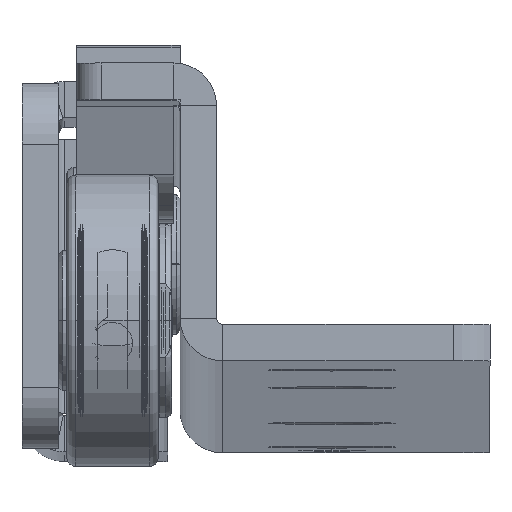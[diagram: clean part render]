
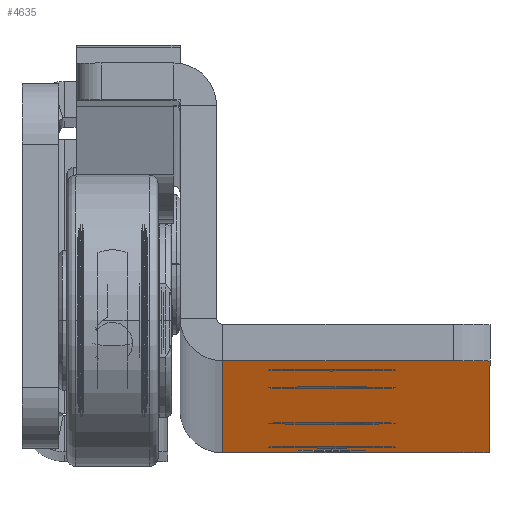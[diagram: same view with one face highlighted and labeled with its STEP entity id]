
A CAD part, top view. The second image highlights one B-rep face of the part: STEP entity #4635.
In plain terms, the highlighted face is planar.
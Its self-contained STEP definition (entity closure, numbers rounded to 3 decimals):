
#49 = DIRECTION ( 'NONE',  ( 0., 0., -1. ) ) ;
#58 = ORIENTED_EDGE ( 'NONE', *, *, #1801, .F. ) ;
#131 = DIRECTION ( 'NONE',  ( 0., 0., -1. ) ) ;
#133 = DIRECTION ( 'NONE',  ( 0., 1., 0. ) ) ;
#203 = DIRECTION ( 'NONE',  ( -1., 0., 0. ) ) ;
#257 = CIRCLE ( 'NONE', #6429, 2.75 ) ;
#544 = ORIENTED_EDGE ( 'NONE', *, *, #5808, .F. ) ;
#552 = CARTESIAN_POINT ( 'NONE',  ( 17.75, -4.75, 448. ) ) ;
#574 = CIRCLE ( 'NONE', #5020, 5.25 ) ;
#745 = ORIENTED_EDGE ( 'NONE', *, *, #10640, .T. ) ;
#809 = CARTESIAN_POINT ( 'NONE',  ( 17.75, -4.75, 352. ) ) ;
#954 = DIRECTION ( 'NONE',  ( -1., 0., 0. ) ) ;
#1115 = VERTEX_POINT ( 'NONE', #9560 ) ;
#1243 = EDGE_CURVE ( 'NONE', #12496, #11380, #12827, .T. ) ;
#1274 = DIRECTION ( 'NONE',  ( 0., 1., 0. ) ) ;
#1426 = VERTEX_POINT ( 'NONE', #7293 ) ;
#1569 = CIRCLE ( 'NONE', #14392, 5.25 ) ;
#1605 = CIRCLE ( 'NONE', #12194, 5.25 ) ;
#1681 = CARTESIAN_POINT ( 'NONE',  ( 3.5, -4.75, 498. ) ) ;
#1719 = DIRECTION ( 'NONE',  ( -1., 0., 0. ) ) ;
#1724 = DIRECTION ( 'NONE',  ( 0., 1., 0. ) ) ;
#1801 = EDGE_CURVE ( 'NONE', #14327, #1426, #15020, .T. ) ;
#1814 = CARTESIAN_POINT ( 'NONE',  ( 25.5, -4.75, 0. ) ) ;
#1900 = CARTESIAN_POINT ( 'NONE',  ( 17.75, -4.75, 32. ) ) ;
#2034 = VERTEX_POINT ( 'NONE', #8579 ) ;
#2102 = EDGE_CURVE ( 'NONE', #2034, #10758, #1569, .T. ) ;
#2129 = CARTESIAN_POINT ( 'NONE',  ( 25.5, -4.75, 0. ) ) ;
#2281 = DIRECTION ( 'NONE',  ( 0., 0., 1. ) ) ;
#2423 = VECTOR ( 'NONE', #14786, 1000. ) ;
#2425 = DIRECTION ( 'NONE',  ( 0., 0., -1. ) ) ;
#2546 = AXIS2_PLACEMENT_3D ( 'NONE', #5450, #10138, #7537 ) ;
#2564 = CARTESIAN_POINT ( 'NONE',  ( 12.5, -4.75, 10.25 ) ) ;
#3122 = LINE ( 'NONE', #11140, #2423 ) ;
#3360 = EDGE_LOOP ( 'NONE', ( #10983, #4366 ) ) ;
#3540 = CIRCLE ( 'NONE', #12151, 4. ) ;
#3739 = DIRECTION ( 'NONE',  ( 0., 1., 0. ) ) ;
#3771 = VECTOR ( 'NONE', #5368, 1000. ) ;
#3784 = CARTESIAN_POINT ( 'NONE',  ( 22.5, -4.75, 498. ) ) ;
#3839 = CARTESIAN_POINT ( 'NONE',  ( 12.5, -4.75, 13. ) ) ;
#3869 = CARTESIAN_POINT ( 'NONE',  ( 12.5, -4.75, 160. ) ) ;
#4366 = ORIENTED_EDGE ( 'NONE', *, *, #11796, .T. ) ;
#4539 = CIRCLE ( 'NONE', #13159, 4. ) ;
#4635 = ADVANCED_FACE ( 'NONE', ( #6124, #9583, #14390, #14316, #4743, #4973 ), #9657, .F. ) ;
#4743 = FACE_OUTER_BOUND ( 'NONE', #11844, .T. ) ;
#4919 = DIRECTION ( 'NONE',  ( 0., 1., 0. ) ) ;
#4973 = FACE_BOUND ( 'NONE', #7059, .T. ) ;
#4990 = DIRECTION ( 'NONE',  ( 0., 1., 0. ) ) ;
#5020 = AXIS2_PLACEMENT_3D ( 'NONE', #6219, #4919, #203 ) ;
#5198 = CARTESIAN_POINT ( 'NONE',  ( 12.5, -4.75, 160. ) ) ;
#5201 = DIRECTION ( 'NONE',  ( -1., 0., 0. ) ) ;
#5368 = DIRECTION ( 'NONE',  ( 0., 0., -1. ) ) ;
#5450 = CARTESIAN_POINT ( 'NONE',  ( 12.5, -4.75, 448. ) ) ;
#5460 = VERTEX_POINT ( 'NONE', #809 ) ;
#5537 = ORIENTED_EDGE ( 'NONE', *, *, #2102, .T. ) ;
#5554 = DIRECTION ( 'NONE',  ( -1., 0., 0. ) ) ;
#5737 = DIRECTION ( 'NONE',  ( -1., 0., 0. ) ) ;
#5808 = EDGE_CURVE ( 'NONE', #1426, #8580, #3122, .T. ) ;
#5907 = AXIS2_PLACEMENT_3D ( 'NONE', #11573, #6785, #5554 ) ;
#5996 = ORIENTED_EDGE ( 'NONE', *, *, #10174, .T. ) ;
#6034 = AXIS2_PLACEMENT_3D ( 'NONE', #10853, #4990, #7377 ) ;
#6109 = CARTESIAN_POINT ( 'NONE',  ( 25.5, -4.75, 496.646 ) ) ;
#6124 = FACE_BOUND ( 'NONE', #3360, .T. ) ;
#6141 = VERTEX_POINT ( 'NONE', #10742 ) ;
#6166 = ORIENTED_EDGE ( 'NONE', *, *, #7677, .T. ) ;
#6192 = AXIS2_PLACEMENT_3D ( 'NONE', #3869, #13271, #8643 ) ;
#6219 = CARTESIAN_POINT ( 'NONE',  ( 12.5, -4.75, 32. ) ) ;
#6429 = AXIS2_PLACEMENT_3D ( 'NONE', #9599, #1274, #131 ) ;
#6497 = CIRCLE ( 'NONE', #2546, 5.25 ) ;
#6502 = CARTESIAN_POINT ( 'NONE',  ( 12.5, -4.75, 32. ) ) ;
#6607 = VERTEX_POINT ( 'NONE', #6109 ) ;
#6675 = LINE ( 'NONE', #13935, #7968 ) ;
#6778 = CIRCLE ( 'NONE', #6034, 5.25 ) ;
#6785 = DIRECTION ( 'NONE',  ( 0., 1., 0. ) ) ;
#6968 = DIRECTION ( 'NONE',  ( 0., 1., 0. ) ) ;
#7059 = EDGE_LOOP ( 'NONE', ( #9371, #745 ) ) ;
#7075 = VERTEX_POINT ( 'NONE', #8639 ) ;
#7115 = AXIS2_PLACEMENT_3D ( 'NONE', #5198, #14613, #1719 ) ;
#7275 = ORIENTED_EDGE ( 'NONE', *, *, #1243, .T. ) ;
#7293 = CARTESIAN_POINT ( 'NONE',  ( 3.5, -4.75, 0. ) ) ;
#7377 = DIRECTION ( 'NONE',  ( -1., 0., 0. ) ) ;
#7537 = DIRECTION ( 'NONE',  ( -1., 0., 0. ) ) ;
#7641 = CIRCLE ( 'NONE', #5907, 5.25 ) ;
#7677 = EDGE_CURVE ( 'NONE', #6607, #9798, #4539, .T. ) ;
#7746 = ORIENTED_EDGE ( 'NONE', *, *, #12073, .T. ) ;
#7968 = VECTOR ( 'NONE', #13779, 1000. ) ;
#8279 = CARTESIAN_POINT ( 'NONE',  ( -26.5, -4.75, 0. ) ) ;
#8579 = CARTESIAN_POINT ( 'NONE',  ( 7.25, -4.75, 32. ) ) ;
#8580 = VERTEX_POINT ( 'NONE', #1681 ) ;
#8639 = CARTESIAN_POINT ( 'NONE',  ( 7.25, -4.75, 448. ) ) ;
#8643 = DIRECTION ( 'NONE',  ( -1., 0., 0. ) ) ;
#9028 = EDGE_CURVE ( 'NONE', #6607, #6141, #14627, .T. ) ;
#9314 = VERTEX_POINT ( 'NONE', #2564 ) ;
#9347 = VERTEX_POINT ( 'NONE', #552 ) ;
#9371 = ORIENTED_EDGE ( 'NONE', *, *, #11696, .T. ) ;
#9451 = EDGE_CURVE ( 'NONE', #11380, #12496, #13034, .T. ) ;
#9531 = CARTESIAN_POINT ( 'NONE',  ( 22.5, -4.75, 4. ) ) ;
#9560 = CARTESIAN_POINT ( 'NONE',  ( 7.25, -4.75, 352. ) ) ;
#9583 = FACE_BOUND ( 'NONE', #12954, .T. ) ;
#9599 = CARTESIAN_POINT ( 'NONE',  ( 12.5, -4.75, 13. ) ) ;
#9657 = PLANE ( 'NONE',  #14226 ) ;
#9798 = VERTEX_POINT ( 'NONE', #3784 ) ;
#9856 = ORIENTED_EDGE ( 'NONE', *, *, #9451, .T. ) ;
#10092 = CIRCLE ( 'NONE', #14630, 2.75 ) ;
#10118 = CARTESIAN_POINT ( 'NONE',  ( 17.75, -4.75, 160. ) ) ;
#10138 = DIRECTION ( 'NONE',  ( 0., 1., 0. ) ) ;
#10174 = EDGE_CURVE ( 'NONE', #1115, #5460, #7641, .T. ) ;
#10640 = EDGE_CURVE ( 'NONE', #12326, #9314, #257, .T. ) ;
#10742 = CARTESIAN_POINT ( 'NONE',  ( 25.5, -4.75, 1.354 ) ) ;
#10758 = VERTEX_POINT ( 'NONE', #1900 ) ;
#10792 = EDGE_LOOP ( 'NONE', ( #14286, #5537 ) ) ;
#10853 = CARTESIAN_POINT ( 'NONE',  ( 12.5, -4.75, 448. ) ) ;
#10983 = ORIENTED_EDGE ( 'NONE', *, *, #14454, .T. ) ;
#11140 = CARTESIAN_POINT ( 'NONE',  ( 3.5, -4.75, 0. ) ) ;
#11311 = CARTESIAN_POINT ( 'NONE',  ( 22.5, -4.75, 494. ) ) ;
#11380 = VERTEX_POINT ( 'NONE', #11967 ) ;
#11573 = CARTESIAN_POINT ( 'NONE',  ( 12.5, -4.75, 352. ) ) ;
#11615 = CARTESIAN_POINT ( 'NONE',  ( 12.5, -4.75, 352. ) ) ;
#11696 = EDGE_CURVE ( 'NONE', #9314, #12326, #10092, .T. ) ;
#11796 = EDGE_CURVE ( 'NONE', #7075, #9347, #6778, .T. ) ;
#11800 = EDGE_CURVE ( 'NONE', #14327, #6141, #3540, .T. ) ;
#11844 = EDGE_LOOP ( 'NONE', ( #544, #58, #14070, #12165, #6166, #13320 ) ) ;
#11967 = CARTESIAN_POINT ( 'NONE',  ( 7.25, -4.75, 160. ) ) ;
#12050 = EDGE_CURVE ( 'NONE', #8580, #9798, #6675, .T. ) ;
#12073 = EDGE_CURVE ( 'NONE', #5460, #1115, #1605, .T. ) ;
#12081 = DIRECTION ( 'NONE',  ( 0., 0., -1. ) ) ;
#12151 = AXIS2_PLACEMENT_3D ( 'NONE', #9531, #14494, #12081 ) ;
#12165 = ORIENTED_EDGE ( 'NONE', *, *, #9028, .F. ) ;
#12194 = AXIS2_PLACEMENT_3D ( 'NONE', #11615, #6968, #5737 ) ;
#12326 = VERTEX_POINT ( 'NONE', #13368 ) ;
#12496 = VERTEX_POINT ( 'NONE', #10118 ) ;
#12827 = CIRCLE ( 'NONE', #6192, 5.25 ) ;
#12954 = EDGE_LOOP ( 'NONE', ( #7746, #5996 ) ) ;
#13034 = CIRCLE ( 'NONE', #7115, 5.25 ) ;
#13159 = AXIS2_PLACEMENT_3D ( 'NONE', #11311, #14243, #2281 ) ;
#13271 = DIRECTION ( 'NONE',  ( 0., 1., 0. ) ) ;
#13320 = ORIENTED_EDGE ( 'NONE', *, *, #12050, .F. ) ;
#13368 = CARTESIAN_POINT ( 'NONE',  ( 12.5, -4.75, 15.75 ) ) ;
#13779 = DIRECTION ( 'NONE',  ( 1., 0., 0. ) ) ;
#13935 = CARTESIAN_POINT ( 'NONE',  ( 25.5, -4.75, 498. ) ) ;
#14070 = ORIENTED_EDGE ( 'NONE', *, *, #11800, .T. ) ;
#14226 = AXIS2_PLACEMENT_3D ( 'NONE', #8279, #3739, #2425 ) ;
#14243 = DIRECTION ( 'NONE',  ( 0., -1., 0. ) ) ;
#14252 = EDGE_LOOP ( 'NONE', ( #7275, #9856 ) ) ;
#14286 = ORIENTED_EDGE ( 'NONE', *, *, #14321, .T. ) ;
#14316 = FACE_BOUND ( 'NONE', #10792, .T. ) ;
#14321 = EDGE_CURVE ( 'NONE', #10758, #2034, #574, .T. ) ;
#14327 = VERTEX_POINT ( 'NONE', #14334 ) ;
#14334 = CARTESIAN_POINT ( 'NONE',  ( 22.5, -4.75, 0. ) ) ;
#14390 = FACE_BOUND ( 'NONE', #14252, .T. ) ;
#14392 = AXIS2_PLACEMENT_3D ( 'NONE', #6502, #1724, #5201 ) ;
#14454 = EDGE_CURVE ( 'NONE', #9347, #7075, #6497, .T. ) ;
#14494 = DIRECTION ( 'NONE',  ( 0., -1., 0. ) ) ;
#14613 = DIRECTION ( 'NONE',  ( 0., 1., 0. ) ) ;
#14627 = LINE ( 'NONE', #1814, #3771 ) ;
#14630 = AXIS2_PLACEMENT_3D ( 'NONE', #3839, #133, #49 ) ;
#14786 = DIRECTION ( 'NONE',  ( 0., 0., 1. ) ) ;
#14832 = VECTOR ( 'NONE', #954, 1000. ) ;
#15020 = LINE ( 'NONE', #2129, #14832 ) ;
